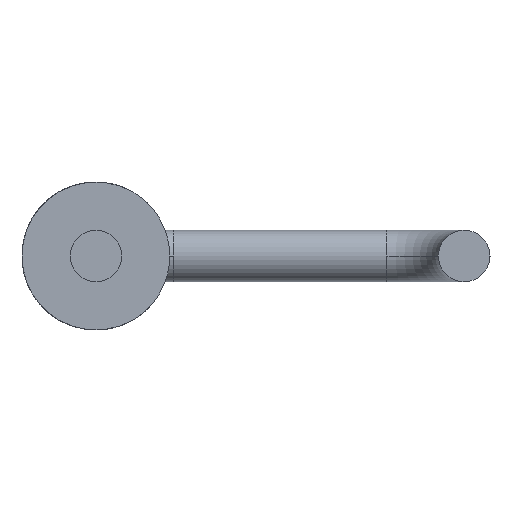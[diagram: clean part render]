
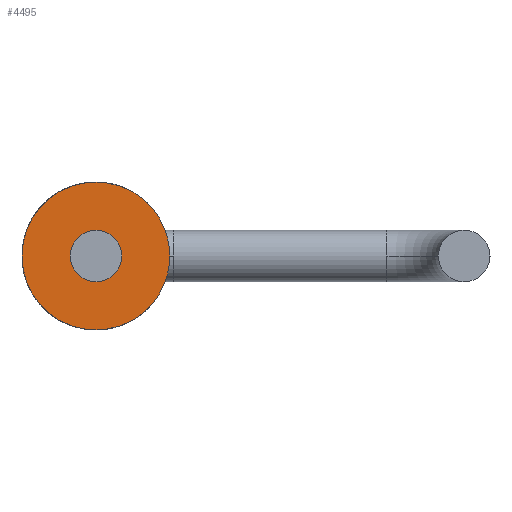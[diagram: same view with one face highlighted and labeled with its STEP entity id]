
A CAD part, front view. The second image highlights one B-rep face of the part: STEP entity #4495.
In plain terms, the highlighted planar face has unit normal (0, -1, 0).
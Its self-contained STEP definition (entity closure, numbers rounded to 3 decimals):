
#8 = DIRECTION ( 'NONE',  ( 0., 0., 1. ) ) ;
#294 = CARTESIAN_POINT ( 'NONE',  ( 0., 1., 0. ) ) ;
#329 = VERTEX_POINT ( 'NONE', #432 ) ;
#332 = EDGE_CURVE ( 'NONE', #329, #3567, #4949, .T. ) ;
#347 = VERTEX_POINT ( 'NONE', #1911 ) ;
#409 = DIRECTION ( 'NONE',  ( 0., 0., 1. ) ) ;
#430 = FACE_OUTER_BOUND ( 'NONE', #3915, .T. ) ;
#432 = CARTESIAN_POINT ( 'NONE',  ( 0.356, 1., 0. ) ) ;
#678 = DIRECTION ( 'NONE',  ( 0., 1., 0. ) ) ;
#1352 = VERTEX_POINT ( 'NONE', #3786 ) ;
#1473 = FACE_BOUND ( 'NONE', #4240, .T. ) ;
#1509 = ORIENTED_EDGE ( 'NONE', *, *, #2595, .F. ) ;
#1528 = AXIS2_PLACEMENT_3D ( 'NONE', #3903, #3508, #8 ) ;
#1601 = DIRECTION ( 'NONE',  ( 0., 1., 0. ) ) ;
#1824 = CARTESIAN_POINT ( 'NONE',  ( -0.356, 1., 0. ) ) ;
#1911 = CARTESIAN_POINT ( 'NONE',  ( 0., 1., 1.02 ) ) ;
#1939 = ORIENTED_EDGE ( 'NONE', *, *, #332, .F. ) ;
#2047 = AXIS2_PLACEMENT_3D ( 'NONE', #3074, #3485, #2332 ) ;
#2332 = DIRECTION ( 'NONE',  ( 0., 0., 1. ) ) ;
#2534 = AXIS2_PLACEMENT_3D ( 'NONE', #294, #678, #3794 ) ;
#2595 = EDGE_CURVE ( 'NONE', #3567, #329, #3355, .T. ) ;
#2719 = EDGE_CURVE ( 'NONE', #1352, #347, #4727, .T. ) ;
#2735 = AXIS2_PLACEMENT_3D ( 'NONE', #4366, #1601, #409 ) ;
#2739 = DIRECTION ( 'NONE',  ( 0., 0., 1. ) ) ;
#3059 = AXIS2_PLACEMENT_3D ( 'NONE', #4005, #3609, #2739 ) ;
#3074 = CARTESIAN_POINT ( 'NONE',  ( 0., 1., 0. ) ) ;
#3355 = CIRCLE ( 'NONE', #2047, 0.356 ) ;
#3384 = ORIENTED_EDGE ( 'NONE', *, *, #4561, .F. ) ;
#3485 = DIRECTION ( 'NONE',  ( 0., -1., 0. ) ) ;
#3508 = DIRECTION ( 'NONE',  ( 0., -1., 0. ) ) ;
#3567 = VERTEX_POINT ( 'NONE', #1824 ) ;
#3609 = DIRECTION ( 'NONE',  ( 0., 1., 0. ) ) ;
#3761 = ORIENTED_EDGE ( 'NONE', *, *, #2719, .F. ) ;
#3786 = CARTESIAN_POINT ( 'NONE',  ( 0., 1., -1.02 ) ) ;
#3794 = DIRECTION ( 'NONE',  ( 0., 0., 1. ) ) ;
#3903 = CARTESIAN_POINT ( 'NONE',  ( 0., 1., 0. ) ) ;
#3915 = EDGE_LOOP ( 'NONE', ( #3761, #3384 ) ) ;
#4005 = CARTESIAN_POINT ( 'NONE',  ( 0., 1., 0. ) ) ;
#4240 = EDGE_LOOP ( 'NONE', ( #1939, #1509 ) ) ;
#4366 = CARTESIAN_POINT ( 'NONE',  ( 0., 1., 0. ) ) ;
#4495 = ADVANCED_FACE ( 'NONE', ( #1473, #430 ), #4722, .F. ) ;
#4561 = EDGE_CURVE ( 'NONE', #347, #1352, #4766, .T. ) ;
#4722 = PLANE ( 'NONE',  #2735 ) ;
#4727 = CIRCLE ( 'NONE', #2534, 1.02 ) ;
#4766 = CIRCLE ( 'NONE', #3059, 1.02 ) ;
#4949 = CIRCLE ( 'NONE', #1528, 0.356 ) ;
